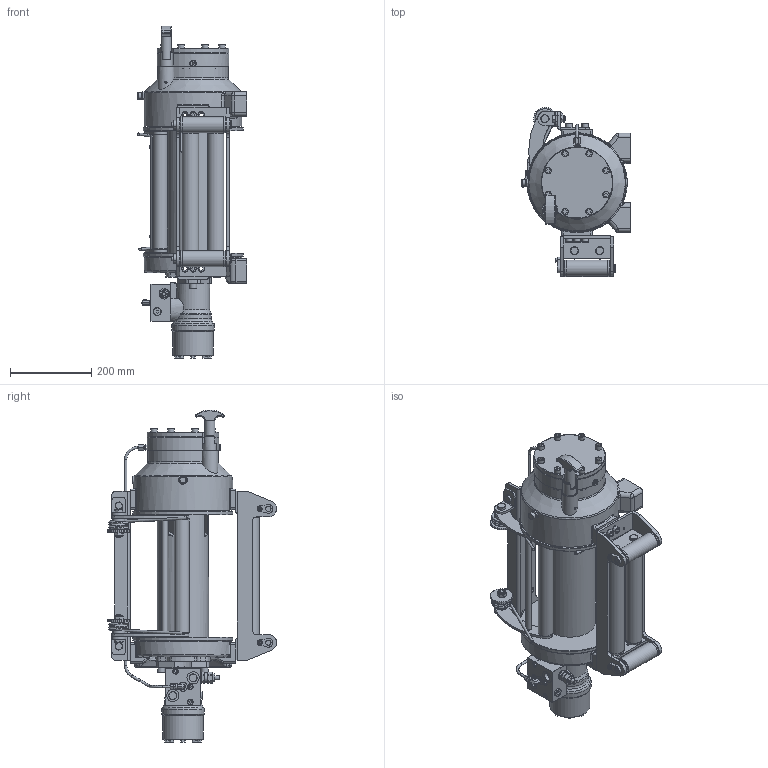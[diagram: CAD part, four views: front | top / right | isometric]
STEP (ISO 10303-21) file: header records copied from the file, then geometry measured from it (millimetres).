
FILE_DESCRIPTION(/* description */ ('STEP AP214'),/* implementation_level */ '2;1');
FILE_NAME(/* name */ '648-063_Hammer_HMW6.6 PHT-EN.stp',/* time_stamp */ '2019-07-23T10:58:25+02:00',/* author */ ('lang1ph'),/* organization */ (''),/* preprocessor_version */ 'ST-DEVELOPER v17.2',/* originating_system */ 'Autodesk Inventor 2019',/* authorisation */ '');
FILE_SCHEMA (('AUTOMOTIVE_DESIGN { 1 0 10303 214 3 1 1 }'));
Products named in the file (1): 648-063_Hammer_HMW6.6 PHT-EN.idw
Bounding box: 269.43 x 415.35 x 815.81 mm (x, y, z)
Volume: 644 mm3; surface area: 1336411 mm2
Topology: 1 solids, 262 shells, 1452 faces, 4837 edges, 3443 vertices
Faces by surface type: plane 611, cylinder 384, cone 197, torus 128, bspline 116, sphere 16
Full cylindrical faces by diameter (mm): 5 x4, 5.6 x5, 6 x9, 9.65 x1, 10 x7, 11.45 x1, 12 x3, 12.4 x4, 13 x6, 13.25 x2, 13.6 x1, 14 x2, 16 x18, 16.4 x2, 16.55 x1, 18 x2, 18.4 x2, 18.75 x2, 19 x3, 20 x4, 22 x1, 23 x1, 24 x1, 25 x1, 30 x4, 32 x1, 36 x1, 40 x12, 55.75 x2, 99 x1
Entity records: 76041 total; most frequent: CARTESIAN_POINT 32161, DIRECTION 9270, ORIENTED_EDGE 7629, EDGE_CURVE 4814, AXIS2_PLACEMENT_3D 3610, VERTEX_POINT 3443, CIRCLE 2263, LINE 2050
